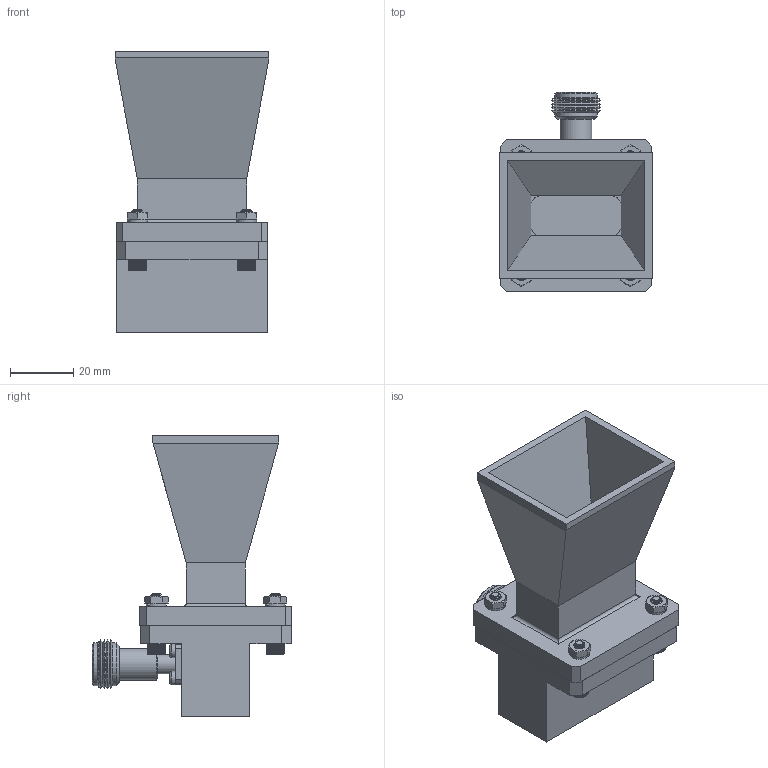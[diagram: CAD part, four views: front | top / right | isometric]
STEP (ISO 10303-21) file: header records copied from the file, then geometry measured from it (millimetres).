
FILE_DESCRIPTION (( 'STEP AP214' ), '1' );
FILE_NAME ('FMWAN112-10NF_3D.STEP', '2022-01-21T18:48:11', ( '' ), ( '' ), 'SwSTEP 2.0', 'SolidWorks 2021', '' );
FILE_SCHEMA (( 'AUTOMOTIVE_DESIGN' ));
Length unit declared in the file: inch
Products named in the file (11): 6-LW; PEWAN112-10; 6-32SH-HXx.625_92196A150; PE9820_NF-mountplate; PE9820; PE9820_NF-body; PE9820_Body; 6-32HN-NARROW_90730A007; PE9820_NF-SCREW; PE9820_NF; FMWAN112-10NF_3D
Assembly tree (22 placements, depth 4):
  FMWAN112-10NF_3D
    6-32SH-HXx.625_92196A150  x4
    6-LW  x4
    PE9820
      PE9820_NF
        PE9820_NF-SCREW  x4
        PE9820_NF-body
        PE9820_NF-mountplate
      PE9820_Body
    PEWAN112-10
    6-32HN-NARROW_90730A007  x4
Bounding box: 48.42 x 62.89 x 88.83 mm (x, y, z)
Volume: 61871.8 mm3; surface area: 35059.8 mm2
Topology: 20 solids, 20 shells, 1137 faces, 2630 edges, 1553 vertices
Faces by surface type: plane 694, cone 346, cylinder 73, bspline 20, torus 4
Full cylindrical faces by diameter (mm): 1.7 x1, 2.7 x4, 3.04 x1, 4 x2, 4.3 x12, 6 x1, 7 x1, 10 x1, 13.5 x2
Entity records: 13803 total; most frequent: CARTESIAN_POINT 5411, ORIENTED_EDGE 1648, DIRECTION 1493, EDGE_CURVE 824, AXIS2_PLACEMENT_3D 572, VERTEX_POINT 522, EDGE_LOOP 458, FACE_OUTER_BOUND 395
